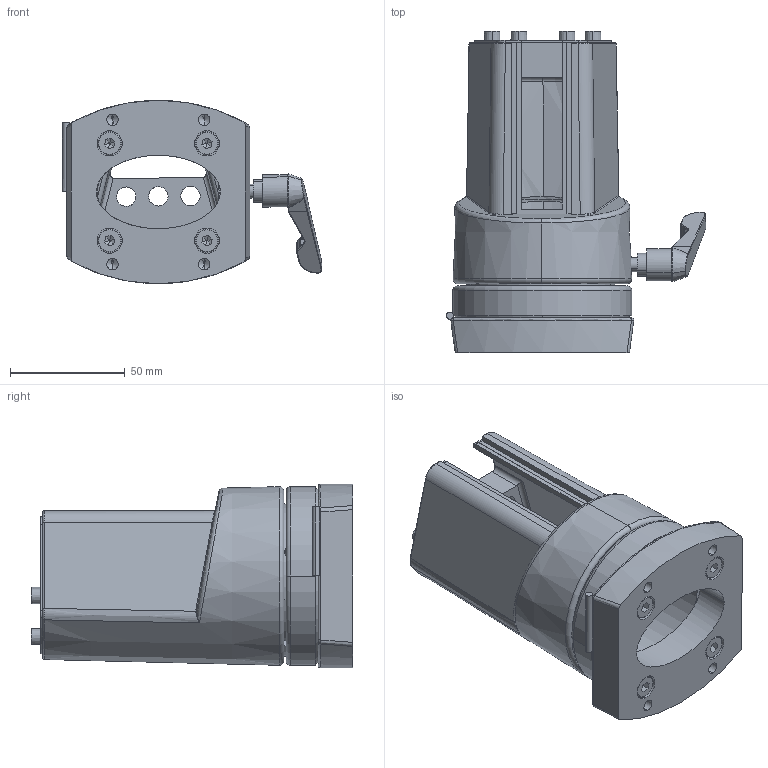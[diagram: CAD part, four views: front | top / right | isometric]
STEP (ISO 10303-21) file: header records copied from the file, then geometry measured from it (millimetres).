
FILE_DESCRIPTION (( 'STEP AP214' ), '1' );
FILE_NAME ('49457302.STEP', '2016-03-02T13:09:48', ( 'Macha' ), ( 'Hewlett-Packard Company' ), 'SwSTEP 2.0', 'SolidWorks 2015', '' );
FILE_SCHEMA (( 'AUTOMOTIVE_DESIGN' ));
Length unit declared in the file: millimetre
Products named in the file (14): 94459; 83151; 82306; 84129; 94561; 84128; 84130; 84127; 12457; 49457302; 93265; 84062; 93345; 82003_Kuppl. GTK el.
Assembly tree (17 placements, depth 2):
  49457302
    12457
    84127
    84130
    84128
    94561
    84129
    82306
    83151
    94459
    82003_Kuppl. GTK el.
    93345  x2
    84062
    93265  x4
Bounding box: 113.14 x 140 x 80 mm (x, y, z)
Volume: 253827.3 mm3; surface area: 111233.3 mm2
Topology: 18 solids, 18 shells, 596 faces, 1389 edges, 824 vertices
Faces by surface type: cylinder 219, plane 170, bspline 87, cone 74, torus 32, sphere 14
Entity records: 19164 total; most frequent: CARTESIAN_POINT 7036, ORIENTED_EDGE 2354, DIRECTION 2300, EDGE_CURVE 1177, AXIS2_PLACEMENT_3D 917, VERTEX_POINT 718, EDGE_LOOP 577, ADVANCED_FACE 505
